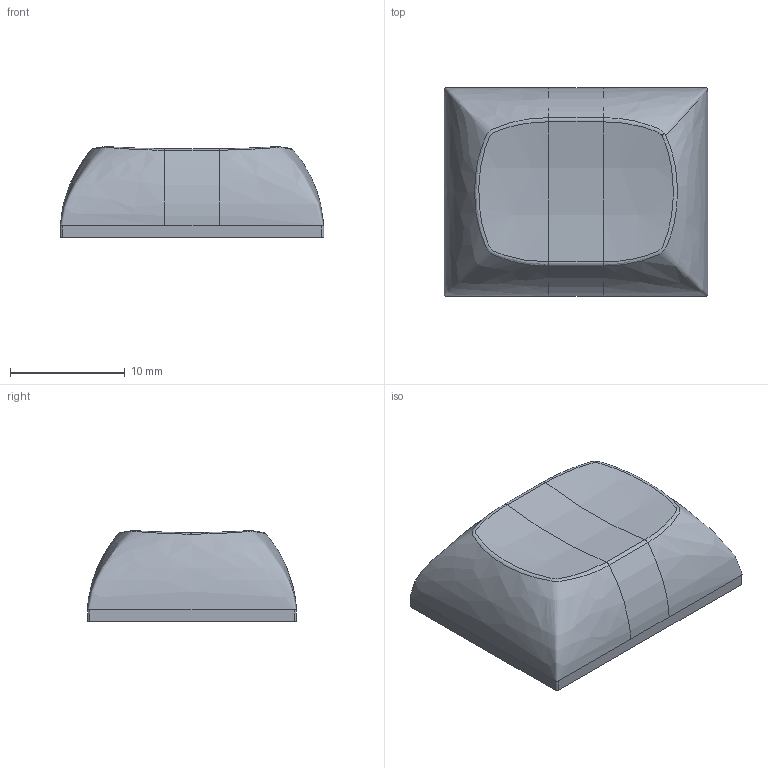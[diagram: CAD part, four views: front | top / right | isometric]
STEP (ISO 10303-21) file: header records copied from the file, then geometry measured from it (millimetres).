
FILE_DESCRIPTION(/* description */ ('Designed by EasyEDA Pro'),/* implementation_level */ '2;1');
FILE_NAME(/* name */ '1.25 DSA.step',/* time_stamp */ '2025-07-10T15:07:13+05:30',/* author */ (''),/* organization */ (''),/* preprocessor_version */ 'ST-DEVELOPER v20.1',/* originating_system */ 'Autodesk Translation Framework v14.10.0.0',/* authorisation */ '');
FILE_SCHEMA (('AUTOMOTIVE_DESIGN { 1 0 10303 214 3 1 1 }'));
Length unit declared in the file: millimetre
Products named in the file (2): Open CASCADE STEP translator 7.8 1; DSA V4 1x1.25 v3 v4
Assembly tree (1 placements, depth 2):
  Open CASCADE STEP translator 7.8 1
    DSA V4 1x1.25 v3 v4
Bounding box: 22.95 x 18.2 x 7.91 mm (x, y, z)
Volume: 1524.9 mm3; surface area: 1657.3 mm2
Topology: 1 solids, 1 shells, 54 faces, 133 edges, 84 vertices
Faces by surface type: plane 36, cylinder 8, bspline 8, sphere 2
Full cylindrical faces by diameter (mm): 5.6 x1
Entity records: 2940 total; most frequent: CARTESIAN_POINT 1633, ORIENTED_EDGE 266, DIRECTION 229, EDGE_CURVE 133, LINE 97, VECTOR 97, VERTEX_POINT 84, AXIS2_PLACEMENT_3D 66
